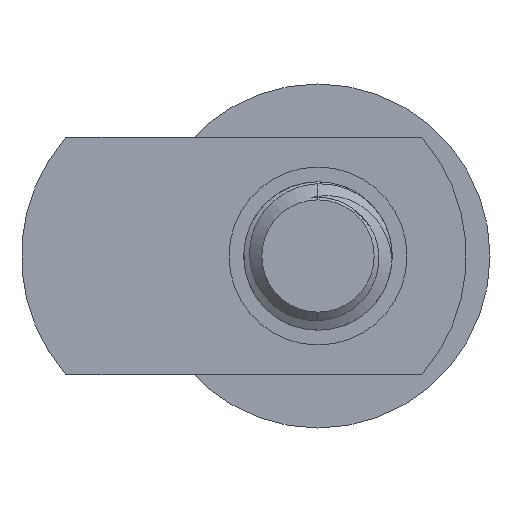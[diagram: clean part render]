
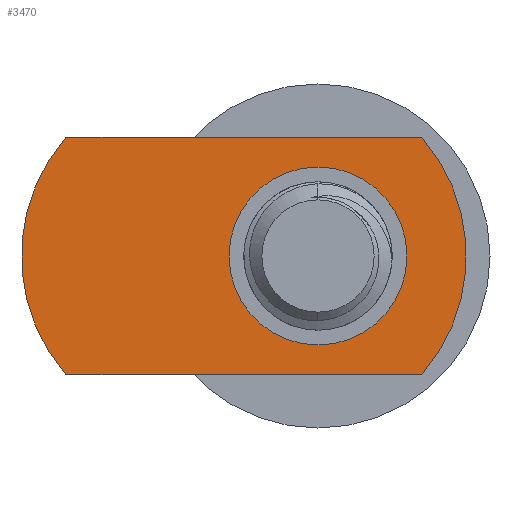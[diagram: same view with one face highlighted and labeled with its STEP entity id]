
A CAD part, front view. The second image highlights one B-rep face of the part: STEP entity #3470.
In plain terms, the highlighted planar face has unit normal (0, -1, 0).
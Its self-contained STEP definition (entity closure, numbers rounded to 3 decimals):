
#34 = CIRCLE ( 'NONE', #286, 3. ) ;
#52 = CIRCLE ( 'NONE', #279, 6.083 ) ;
#65 = EDGE_CURVE ( 'NONE', #1918, #1866, #52, .T. ) ;
#67 = EDGE_CURVE ( 'NONE', #1866, #1902, #482, .T. ) ;
#68 = EDGE_CURVE ( 'NONE', #1923, #1918, #3381, .T. ) ;
#79 = EDGE_CURVE ( 'NONE', #1898, #1907, #34, .T. ) ;
#93 = ORIENTED_EDGE ( 'NONE', *, *, #65, .F. ) ;
#94 = ORIENTED_EDGE ( 'NONE', *, *, #68, .F. ) ;
#102 = ORIENTED_EDGE ( 'NONE', *, *, #2077, .F. ) ;
#103 = ORIENTED_EDGE ( 'NONE', *, *, #67, .F. ) ;
#106 = ORIENTED_EDGE ( 'NONE', *, *, #170, .F. ) ;
#107 = ORIENTED_EDGE ( 'NONE', *, *, #79, .F. ) ;
#170 = EDGE_CURVE ( 'NONE', #1907, #1898, #1480, .T. ) ;
#279 = AXIS2_PLACEMENT_3D ( 'NONE', #1928, #1929, #1786 ) ;
#286 = AXIS2_PLACEMENT_3D ( 'NONE', #1756, #1750, #1749 ) ;
#290 = AXIS2_PLACEMENT_3D ( 'NONE', #1727, #1726, #1725 ) ;
#317 = AXIS2_PLACEMENT_3D ( 'NONE', #2578, #2577, #2576 ) ;
#346 = AXIS2_PLACEMENT_3D ( 'NONE', #2463, #2458, #2457 ) ;
#416 = VECTOR ( 'NONE', #1779, 1000. ) ;
#482 = LINE ( 'NONE', #1785, #416 ) ;
#510 = CARTESIAN_POINT ( 'NONE',  ( -8.5, -5., 4. ) ) ;
#1480 = CIRCLE ( 'NONE', #290, 3. ) ;
#1725 = DIRECTION ( 'NONE',  ( 0., 0., 1. ) ) ;
#1726 = DIRECTION ( 'NONE',  ( 0., -1., 0. ) ) ;
#1727 = CARTESIAN_POINT ( 'NONE',  ( 0., -5., 0. ) ) ;
#1749 = DIRECTION ( 'NONE',  ( 0., 0., 1. ) ) ;
#1750 = DIRECTION ( 'NONE',  ( 0., -1., 0. ) ) ;
#1756 = CARTESIAN_POINT ( 'NONE',  ( 0., -5., 0. ) ) ;
#1777 = DIRECTION ( 'NONE',  ( -1., 0., 0. ) ) ;
#1779 = DIRECTION ( 'NONE',  ( 1., 0., 0. ) ) ;
#1780 = CARTESIAN_POINT ( 'NONE',  ( -8.5, -5., -4. ) ) ;
#1785 = CARTESIAN_POINT ( 'NONE',  ( -8.5, -5., 4. ) ) ;
#1786 = DIRECTION ( 'NONE',  ( 0., 0., 1. ) ) ;
#1866 = VERTEX_POINT ( 'NONE', #510 ) ;
#1898 = VERTEX_POINT ( 'NONE', #2612 ) ;
#1902 = VERTEX_POINT ( 'NONE', #2608 ) ;
#1907 = VERTEX_POINT ( 'NONE', #2603 ) ;
#1918 = VERTEX_POINT ( 'NONE', #2589 ) ;
#1923 = VERTEX_POINT ( 'NONE', #2584 ) ;
#1928 = CARTESIAN_POINT ( 'NONE',  ( -3.917, -5., 0. ) ) ;
#1929 = DIRECTION ( 'NONE',  ( 0., 1., 0. ) ) ;
#1938 = CIRCLE ( 'NONE', #317, 6.083 ) ;
#1991 = FACE_OUTER_BOUND ( 'NONE', #3382, .T. ) ;
#1997 = FACE_BOUND ( 'NONE', #3362, .T. ) ;
#2077 = EDGE_CURVE ( 'NONE', #1902, #1923, #1938, .T. ) ;
#2457 = DIRECTION ( 'NONE',  ( 0., 0., 1. ) ) ;
#2458 = DIRECTION ( 'NONE',  ( 0., 1., 0. ) ) ;
#2463 = CARTESIAN_POINT ( 'NONE',  ( -3.917, -5., 0. ) ) ;
#2464 = PLANE ( 'NONE',  #346 ) ;
#2576 = DIRECTION ( 'NONE',  ( 0., 0., -1. ) ) ;
#2577 = DIRECTION ( 'NONE',  ( 0., 1., 0. ) ) ;
#2578 = CARTESIAN_POINT ( 'NONE',  ( -1.083, -5., 0. ) ) ;
#2584 = CARTESIAN_POINT ( 'NONE',  ( 3.5, -5., -4. ) ) ;
#2589 = CARTESIAN_POINT ( 'NONE',  ( -8.5, -5., -4. ) ) ;
#2603 = CARTESIAN_POINT ( 'NONE',  ( 0., -5., -3. ) ) ;
#2608 = CARTESIAN_POINT ( 'NONE',  ( 3.5, -5., 4. ) ) ;
#2612 = CARTESIAN_POINT ( 'NONE',  ( 0., -5., 3. ) ) ;
#3339 = VECTOR ( 'NONE', #1777, 1000. ) ;
#3362 = EDGE_LOOP ( 'NONE', ( #107, #106 ) ) ;
#3381 = LINE ( 'NONE', #1780, #3339 ) ;
#3382 = EDGE_LOOP ( 'NONE', ( #93, #94, #102, #103 ) ) ;
#3470 = ADVANCED_FACE ( 'NONE', ( #1991, #1997 ), #2464, .F. ) ;
